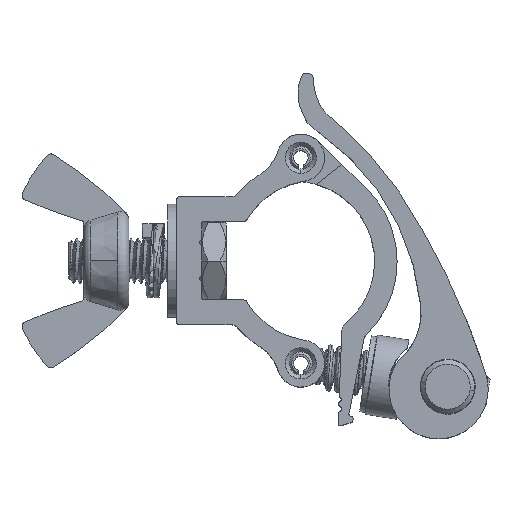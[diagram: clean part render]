
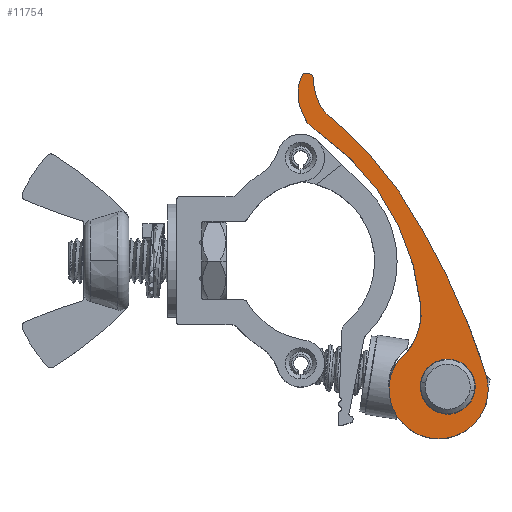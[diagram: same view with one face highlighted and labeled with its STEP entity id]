
A CAD part, top view. The second image highlights one B-rep face of the part: STEP entity #11754.
In plain terms, the highlighted planar face has unit normal (0, 0, 1).
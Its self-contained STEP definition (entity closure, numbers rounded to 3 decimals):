
#150=FACE_BOUND('',#2503,.T.);
#418=PLANE('',#12647);
#1202=CIRCLE('',#12624,6.1);
#1208=CIRCLE('',#12633,6.1);
#1213=CIRCLE('',#12640,13.556);
#1214=CIRCLE('',#12643,11.);
#1215=CIRCLE('',#12645,153.415);
#1216=CIRCLE('',#12648,10.908);
#1217=CIRCLE('',#12649,17.256);
#1218=CIRCLE('',#12650,1.387);
#1219=CIRCLE('',#12651,10.082);
#1220=CIRCLE('',#12652,7.299);
#1221=CIRCLE('',#12653,53.287);
#1222=CIRCLE('',#12654,82.81);
#1839=FACE_OUTER_BOUND('',#2502,.T.);
#2502=EDGE_LOOP('',(#10829,#10830,#10831,#10832,#10833,#10834,#10835,#10836,
#10837,#10838));
#2503=EDGE_LOOP('',(#10839,#10840));
#5613=VERTEX_POINT('',#36645);
#5614=VERTEX_POINT('',#36647);
#5624=VERTEX_POINT('',#36677);
#5625=VERTEX_POINT('',#36679);
#5626=VERTEX_POINT('',#36686);
#5627=VERTEX_POINT('',#36690);
#5628=VERTEX_POINT('',#36696);
#5629=VERTEX_POINT('',#36697);
#5630=VERTEX_POINT('',#36699);
#5631=VERTEX_POINT('',#36701);
#5632=VERTEX_POINT('',#36703);
#5633=VERTEX_POINT('',#36705);
#7342=EDGE_CURVE('',#5614,#5613,#1202,.T.);
#7350=EDGE_CURVE('',#5613,#5614,#1208,.T.);
#7358=EDGE_CURVE('',#5625,#5624,#1213,.T.);
#7363=EDGE_CURVE('',#5624,#5626,#1214,.T.);
#7365=EDGE_CURVE('',#5626,#5627,#1215,.T.);
#7367=EDGE_CURVE('',#5628,#5629,#1216,.T.);
#7368=EDGE_CURVE('',#5629,#5630,#1217,.T.);
#7369=EDGE_CURVE('',#5630,#5631,#1218,.T.);
#7370=EDGE_CURVE('',#5631,#5632,#1219,.T.);
#7371=EDGE_CURVE('',#5632,#5633,#1220,.T.);
#7372=EDGE_CURVE('',#5633,#5625,#1221,.T.);
#7373=EDGE_CURVE('',#5627,#5628,#1222,.T.);
#10829=ORIENTED_EDGE('',*,*,#7367,.T.);
#10830=ORIENTED_EDGE('',*,*,#7368,.T.);
#10831=ORIENTED_EDGE('',*,*,#7369,.T.);
#10832=ORIENTED_EDGE('',*,*,#7370,.T.);
#10833=ORIENTED_EDGE('',*,*,#7371,.T.);
#10834=ORIENTED_EDGE('',*,*,#7372,.T.);
#10835=ORIENTED_EDGE('',*,*,#7358,.T.);
#10836=ORIENTED_EDGE('',*,*,#7363,.T.);
#10837=ORIENTED_EDGE('',*,*,#7365,.T.);
#10838=ORIENTED_EDGE('',*,*,#7373,.T.);
#10839=ORIENTED_EDGE('',*,*,#7350,.T.);
#10840=ORIENTED_EDGE('',*,*,#7342,.T.);
#11754=ADVANCED_FACE('',(#1839,#150),#418,.T.);
#12624=AXIS2_PLACEMENT_3D('',#36648,#15281,#15282);
#12633=AXIS2_PLACEMENT_3D('',#36664,#15301,#15302);
#12640=AXIS2_PLACEMENT_3D('',#36680,#15318,#15319);
#12643=AXIS2_PLACEMENT_3D('',#36688,#15328,#15329);
#12645=AXIS2_PLACEMENT_3D('',#36692,#15333,#15334);
#12647=AXIS2_PLACEMENT_3D('',#36695,#15338,#15339);
#12648=AXIS2_PLACEMENT_3D('',#36698,#15340,#15341);
#12649=AXIS2_PLACEMENT_3D('',#36700,#15342,#15343);
#12650=AXIS2_PLACEMENT_3D('',#36702,#15344,#15345);
#12651=AXIS2_PLACEMENT_3D('',#36704,#15346,#15347);
#12652=AXIS2_PLACEMENT_3D('',#36706,#15348,#15349);
#12653=AXIS2_PLACEMENT_3D('',#36707,#15350,#15351);
#12654=AXIS2_PLACEMENT_3D('',#36708,#15352,#15353);
#15281=DIRECTION('center_axis',(0.,0.,
-1.));
#15282=DIRECTION('ref_axis',(0.274,-0.962,0.));
#15301=DIRECTION('center_axis',(0.,0.,
-1.));
#15302=DIRECTION('ref_axis',(-0.274,0.962,0.));
#15318=DIRECTION('center_axis',(0.,0.,
-1.));
#15319=DIRECTION('ref_axis',(0.994,0.11,0.));
#15328=DIRECTION('center_axis',(0.,0.,
1.));
#15329=DIRECTION('ref_axis',(-0.811,0.584,0.));
#15333=DIRECTION('center_axis',(0.,0.,
1.));
#15334=DIRECTION('ref_axis',(0.954,0.299,0.));
#15338=DIRECTION('center_axis',(0.,0.,
1.));
#15339=DIRECTION('ref_axis',(0.274,-0.962,0.));
#15340=DIRECTION('center_axis',(0.,0.,
-1.));
#15341=DIRECTION('ref_axis',(-0.545,-0.839,0.));
#15342=DIRECTION('center_axis',(0.,0.,
-1.));
#15343=DIRECTION('ref_axis',(-0.915,-0.404,0.));
#15344=DIRECTION('center_axis',(0.,0.,
1.));
#15345=DIRECTION('ref_axis',(0.994,-0.105,0.));
#15346=DIRECTION('center_axis',(0.,0.,
1.));
#15347=DIRECTION('ref_axis',(-0.924,0.381,0.));
#15348=DIRECTION('center_axis',(0.,0.,
1.));
#15349=DIRECTION('ref_axis',(-0.944,-0.33,0.));
#15350=DIRECTION('center_axis',(0.,0.,
-1.));
#15351=DIRECTION('ref_axis',(0.565,0.825,0.));
#15352=DIRECTION('center_axis',(0.,0.,
1.));
#15353=DIRECTION('ref_axis',(0.888,0.459,0.));
#36645=CARTESIAN_POINT('',(98.984,-0.499,-48.793));
#36647=CARTESIAN_POINT('',(102.326,-12.233,-48.793));
#36648=CARTESIAN_POINT('Origin',(100.655,-6.366,-48.793));
#36664=CARTESIAN_POINT('Origin',(100.655,-6.366,-48.793));
#36677=CARTESIAN_POINT('',(89.709,-0.512,-48.793));
#36679=CARTESIAN_POINT('',(94.678,11.531,-48.793));
#36680=CARTESIAN_POINT('Origin',(81.204,10.044,-48.793));
#36686=CARTESIAN_POINT('',(109.001,-3.259,-48.793));
#36688=CARTESIAN_POINT('Origin',(98.635,-6.941,-48.793));
#36690=CARTESIAN_POINT('',(95.362,27.728,-48.793));
#36692=CARTESIAN_POINT('Origin',(-37.377,-49.19,-48.793));
#36695=CARTESIAN_POINT('Origin',(100.655,-6.366,-48.793));
#36696=CARTESIAN_POINT('',(75.727,52.548,-48.793));
#36697=CARTESIAN_POINT('',(72.211,56.263,-48.793));
#36698=CARTESIAN_POINT('Origin',(81.671,61.694,-48.793));
#36699=CARTESIAN_POINT('',(70.811,61.684,-48.793));
#36700=CARTESIAN_POINT('Origin',(87.997,63.231,-48.793));
#36701=CARTESIAN_POINT('',(68.211,62.487,-48.793));
#36702=CARTESIAN_POINT('Origin',(69.432,61.83,-48.793));
#36703=CARTESIAN_POINT('',(68.463,54.238,-48.793));
#36704=CARTESIAN_POINT('Origin',(77.532,58.642,-48.793));
#36705=CARTESIAN_POINT('',(71.776,50.284,-48.793));
#36706=CARTESIAN_POINT('Origin',(75.353,56.646,-48.793));
#36707=CARTESIAN_POINT('Origin',(41.646,6.333,-48.793));
#36708=CARTESIAN_POINT('Origin',(21.797,-10.294,-48.793));
